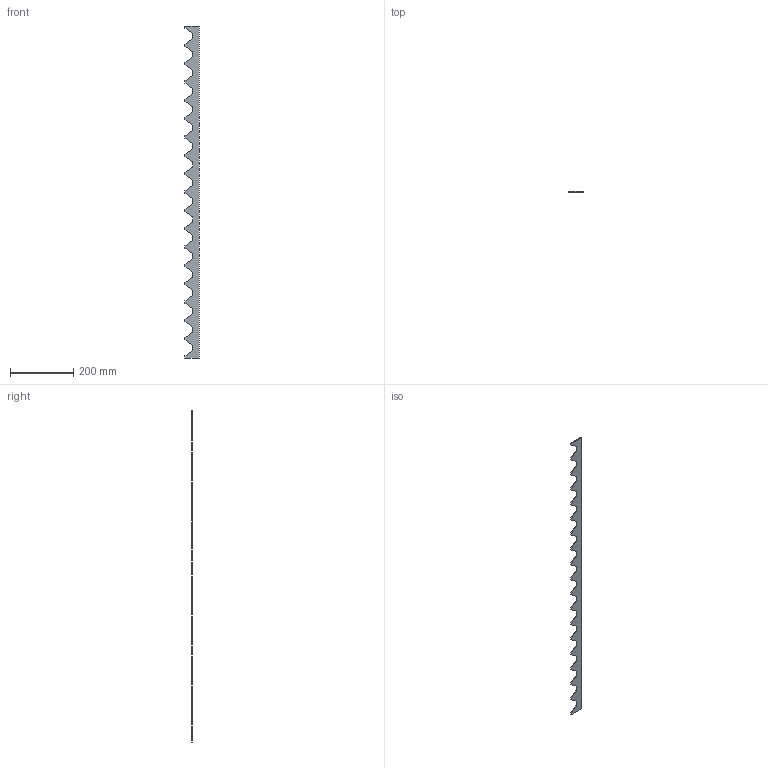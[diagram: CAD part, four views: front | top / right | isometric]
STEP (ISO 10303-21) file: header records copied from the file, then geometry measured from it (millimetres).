
FILE_DESCRIPTION(/* description */ (''),/* implementation_level */ '2;1');
FILE_NAME(/* name */ 'Plate fit.stp',/* time_stamp */ '2022-02-16T15:18:09+02:00',/* author */ ('Server PC'),/* organization */ (''),/* preprocessor_version */ 'ST-DEVELOPER v18.1',/* originating_system */ 'Autodesk Inventor 2022',/* authorisation */ '');
FILE_SCHEMA (('AUTOMOTIVE_DESIGN { 1 0 10303 214 3 1 1 }'));
Length unit declared in the file: millimetre
Products named in the file (1): Plate fit
Bounding box: 45 x 3 x 1050 mm (x, y, z)
Volume: 96518 mm3; surface area: 72320.9 mm2
Topology: 1 solids, 1 shells, 78 faces, 228 edges, 152 vertices
Faces by surface type: plane 78
Entity records: 2584 total; most frequent: CARTESIAN_POINT 460, ORIENTED_EDGE 456, DIRECTION 386, LINE 228, VECTOR 228, EDGE_CURVE 228, VERTEX_POINT 152, AXIS2_PLACEMENT_3D 79
